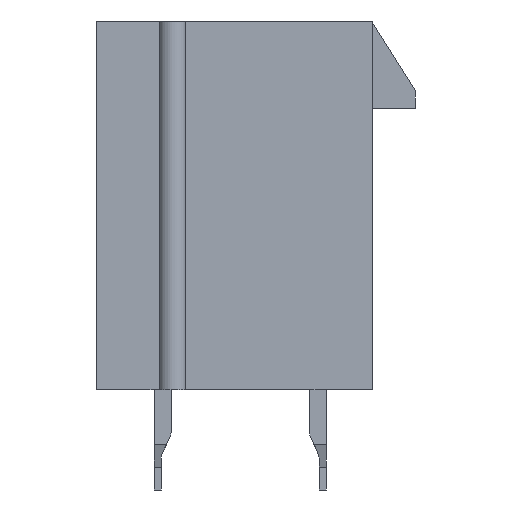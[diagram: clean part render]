
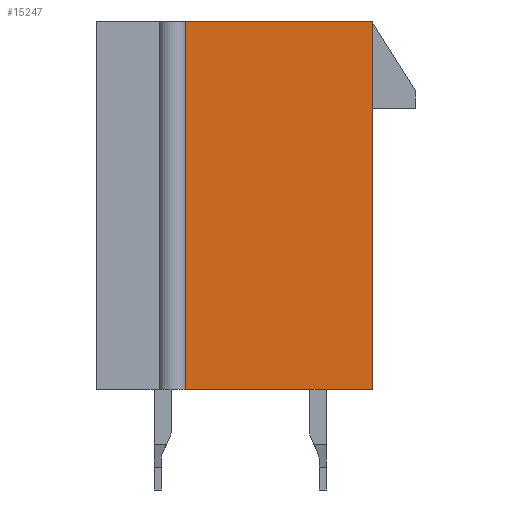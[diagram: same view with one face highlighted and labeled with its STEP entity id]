
A CAD part, left-side view. The second image highlights one B-rep face of the part: STEP entity #15247.
In plain terms, the highlighted planar face has unit normal (-1, 0, 0).
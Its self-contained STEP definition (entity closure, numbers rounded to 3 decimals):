
#461=ORIENTED_EDGE('',*,*,#4995,.T.);
#462=ORIENTED_EDGE('',*,*,#4996,.F.);
#463=ORIENTED_EDGE('',*,*,#4997,.T.);
#464=ORIENTED_EDGE('',*,*,#4998,.T.);
#4995=EDGE_CURVE('',#7255,#7256,#8707,.T.);
#4996=EDGE_CURVE('',#7257,#7256,#8708,.T.);
#4997=EDGE_CURVE('',#7257,#7258,#8709,.T.);
#4998=EDGE_CURVE('',#7258,#7255,#8710,.T.);
#7255=VERTEX_POINT('',#21228);
#7256=VERTEX_POINT('',#21229);
#7257=VERTEX_POINT('',#21231);
#7258=VERTEX_POINT('',#21233);
#8707=LINE('',#21227,#10923);
#8708=LINE('',#21230,#10924);
#8709=LINE('',#21232,#10925);
#8710=LINE('',#21234,#10926);
#10923=VECTOR('',#17145,1000.);
#10924=VECTOR('',#17146,1000.);
#10925=VECTOR('',#17147,1000.);
#10926=VECTOR('',#17148,1000.);
#12933=EDGE_LOOP('',(#461,#462,#463,#464));
#13731=FACE_BOUND('',#12933,.T.);
#14523=PLANE('',#16027);
#15247=ADVANCED_FACE('',(#13731),#14523,.T.);
#16027=AXIS2_PLACEMENT_3D('',#21226,#17143,#17144);
#17143=DIRECTION('',(-1.,0.,0.));
#17144=DIRECTION('',(0.,0.,1.));
#17145=DIRECTION('',(0.,1.,0.));
#17146=DIRECTION('',(0.,0.,1.));
#17147=DIRECTION('',(0.,-1.,0.));
#17148=DIRECTION('',(0.,0.,1.));
#21226=CARTESIAN_POINT('',(-23.75,0.,0.));
#21227=CARTESIAN_POINT('',(-23.75,-4.8,6.4));
#21228=CARTESIAN_POINT('',(-23.75,-4.8,6.4));
#21229=CARTESIAN_POINT('',(-23.75,1.71,6.4));
#21230=CARTESIAN_POINT('',(-23.75,1.71,-6.4));
#21231=CARTESIAN_POINT('',(-23.75,1.71,-6.4));
#21232=CARTESIAN_POINT('',(-23.75,4.8,-6.4));
#21233=CARTESIAN_POINT('',(-23.75,-4.8,-6.4));
#21234=CARTESIAN_POINT('',(-23.75,-4.8,-6.4));
